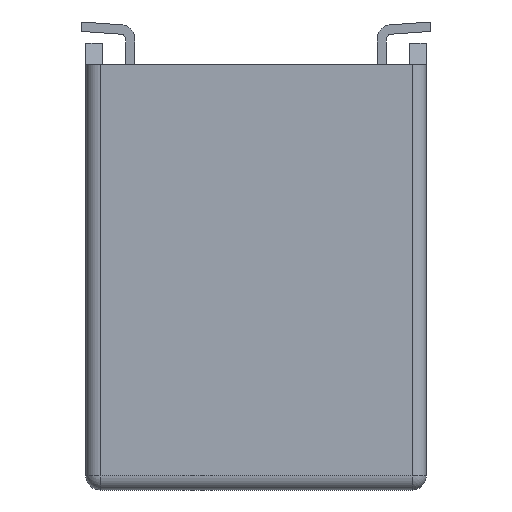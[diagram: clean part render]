
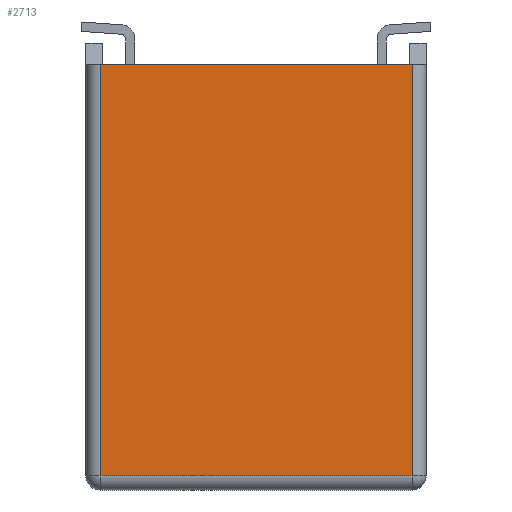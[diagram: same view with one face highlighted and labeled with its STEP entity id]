
A CAD part, left-side view. The second image highlights one B-rep face of the part: STEP entity #2713.
In plain terms, the highlighted planar face has unit normal (-1, 0, 0).
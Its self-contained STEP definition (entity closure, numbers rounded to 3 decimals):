
#210=DIRECTION('',(0.,-1.,0.));
#211=VECTOR('',#210,6.6);
#212=CARTESIAN_POINT('',(-7.3,3.3,-0.45));
#213=LINE('',#212,#211);
#393=DIRECTION('',(0.,0.,-1.));
#394=VECTOR('',#393,8.7);
#395=CARTESIAN_POINT('',(-7.3,-3.3,-0.45));
#396=LINE('',#395,#394);
#400=DIRECTION('',(0.,1.,0.));
#401=VECTOR('',#400,6.6);
#402=CARTESIAN_POINT('',(-7.3,-3.3,-9.15));
#403=LINE('',#402,#401);
#407=DIRECTION('',(0.,0.,-1.));
#408=VECTOR('',#407,8.7);
#409=CARTESIAN_POINT('',(-7.3,3.3,-0.45));
#410=LINE('',#409,#408);
#2226=CARTESIAN_POINT('',(-7.3,-3.3,-0.45));
#2228=VERTEX_POINT('',#2226);
#2232=CARTESIAN_POINT('',(-7.3,-3.3,-9.15));
#2233=VERTEX_POINT('',#2232);
#2235=CARTESIAN_POINT('',(-7.3,3.3,-0.45));
#2237=VERTEX_POINT('',#2235);
#2238=CARTESIAN_POINT('',(-7.3,3.3,-9.15));
#2239=VERTEX_POINT('',#2238);
#2700=CARTESIAN_POINT('',(-7.3,3.6,-0.45));
#2701=DIRECTION('',(-1.,0.,0.));
#2702=DIRECTION('',(0.,-1.,0.));
#2703=AXIS2_PLACEMENT_3D('',#2700,#2701,#2702);
#2704=PLANE('',#2703);
#2706=ORIENTED_EDGE('',*,*,#2705,.T.);
#2708=ORIENTED_EDGE('',*,*,#2707,.T.);
#2709=ORIENTED_EDGE('',*,*,#2692,.F.);
#2710=ORIENTED_EDGE('',*,*,#2581,.T.);
#2711=EDGE_LOOP('',(#2706,#2708,#2709,#2710));
#2712=FACE_OUTER_BOUND('',#2711,.F.);
#2713=ADVANCED_FACE('',(#2712),#2704,.T.);
#2581=EDGE_CURVE('',#2237,#2228,#213,.T.);
#2692=EDGE_CURVE('',#2237,#2239,#410,.T.);
#2705=EDGE_CURVE('',#2228,#2233,#396,.T.);
#2707=EDGE_CURVE('',#2233,#2239,#403,.T.);
